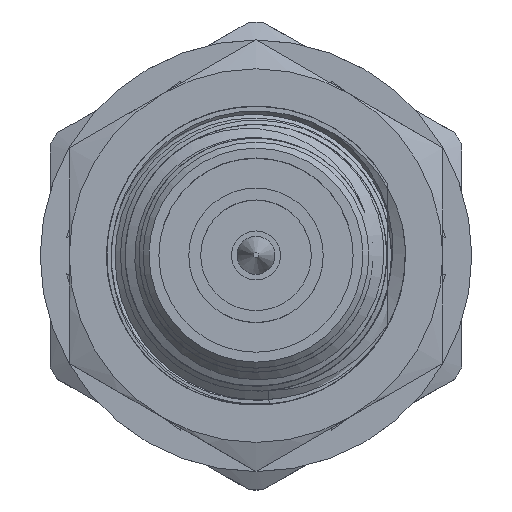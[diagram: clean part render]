
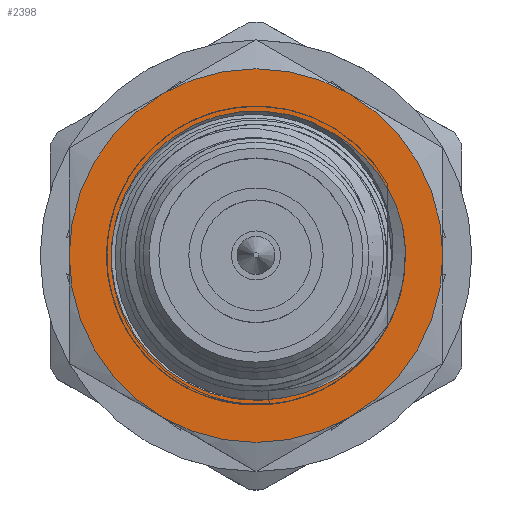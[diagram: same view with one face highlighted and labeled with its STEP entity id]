
A CAD part, top view. The second image highlights one B-rep face of the part: STEP entity #2398.
In plain terms, the highlighted face is planar.
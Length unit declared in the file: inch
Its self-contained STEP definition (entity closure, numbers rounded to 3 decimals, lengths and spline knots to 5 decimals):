
#1466 = EDGE_CURVE ( 'NONE', #114464, #118269, #98173, .T. ) ;
#2398 = ADVANCED_FACE ( 'NONE', ( #87348, #97749 ), #13817, .F. ) ;
#2984 = CARTESIAN_POINT ( 'NONE',  ( 0.45639, 0.2039, 0.13061 ) ) ;
#3746 = CARTESIAN_POINT ( 'NONE',  ( 0.45639, 0., 0. ) ) ;
#4650 = CARTESIAN_POINT ( 'NONE',  ( 0.45639, 0., 0. ) ) ;
#5544 = CARTESIAN_POINT ( 'NONE',  ( 0.45639, -0.23119, 0.07792 ) ) ;
#6138 = CARTESIAN_POINT ( 'NONE',  ( 0.45639, -0.21989, 0.10865 ) ) ;
#6570 = EDGE_CURVE ( 'NONE', #32642, #71017, #19614, .T. ) ;
#6683 = CARTESIAN_POINT ( 'NONE',  ( 0.45639, 0., -0.3125 ) ) ;
#6720 = AXIS2_PLACEMENT_3D ( 'NONE', #21201, #87913, #11363 ) ;
#7308 = CARTESIAN_POINT ( 'NONE',  ( 0.45639, 0.08917, 0.23204 ) ) ;
#8295 = CARTESIAN_POINT ( 'NONE',  ( 0.45639, 0., 0. ) ) ;
#10059 = AXIS2_PLACEMENT_3D ( 'NONE', #3746, #24533, #23321 ) ;
#11363 = DIRECTION ( 'NONE',  ( 0., -0.5, 0.866 ) ) ;
#13160 = CARTESIAN_POINT ( 'NONE',  ( 0.45639, 0., 0. ) ) ;
#13817 = PLANE ( 'NONE',  #35638 ) ;
#13919 = CIRCLE ( 'NONE', #10059, 0.3125 ) ;
#14686 = CARTESIAN_POINT ( 'NONE',  ( 0.45639, 0.16397, 0.1825 ) ) ;
#14719 = CARTESIAN_POINT ( 'NONE',  ( 0.45639, -0.1955, 0.15141 ) ) ;
#15920 = DIRECTION ( 'NONE',  ( 0., -0.5, 0.866 ) ) ;
#15933 = CARTESIAN_POINT ( 'NONE',  ( 0.45639, 0., 0. ) ) ;
#16493 = CIRCLE ( 'NONE', #6720, 0.3125 ) ;
#19614 = CIRCLE ( 'NONE', #88059, 0.25 ) ;
#20283 = VERTEX_POINT ( 'NONE', #73528 ) ;
#21201 = CARTESIAN_POINT ( 'NONE',  ( 0.45639, 0., 0. ) ) ;
#21304 = ORIENTED_EDGE ( 'NONE', *, *, #119979, .T. ) ;
#23321 = DIRECTION ( 'NONE',  ( 0., -0.5, 0.866 ) ) ;
#23890 = CARTESIAN_POINT ( 'NONE',  ( 0.45639, 0.05036, 0.24487 ) ) ;
#24479 = CIRCLE ( 'NONE', #106589, 0.3125 ) ;
#24533 = DIRECTION ( 'NONE',  ( -1., 0., 0. ) ) ;
#27688 = DIRECTION ( 'NONE',  ( -1., 0., 0. ) ) ;
#29250 = EDGE_LOOP ( 'NONE', ( #91321, #78369, #58050, #57138 ) ) ;
#32642 = VERTEX_POINT ( 'NONE', #63708 ) ;
#33705 = CARTESIAN_POINT ( 'NONE',  ( 0.45639, -0.23531, 0.06209 ) ) ;
#33725 = CIRCLE ( 'NONE', #117874, 0.3125 ) ;
#34317 = CARTESIAN_POINT ( 'NONE',  ( 0.45639, -0.21262, 0.12362 ) ) ;
#34366 = CARTESIAN_POINT ( 'NONE',  ( 0.45639, 0., 0.3125 ) ) ;
#35638 = AXIS2_PLACEMENT_3D ( 'NONE', #4650, #79345, #116754 ) ;
#38735 = ORIENTED_EDGE ( 'NONE', *, *, #100882, .T. ) ;
#39367 = VERTEX_POINT ( 'NONE', #84055 ) ;
#39545 = CARTESIAN_POINT ( 'NONE',  ( 0.45639, 0., 0. ) ) ;
#39993 = ORIENTED_EDGE ( 'NONE', *, *, #117793, .T. ) ;
#47676 = AXIS2_PLACEMENT_3D ( 'NONE', #15933, #53299, #99284 ) ;
#47847 = CARTESIAN_POINT ( 'NONE',  ( 0.45639, 0., 0. ) ) ;
#49300 = DIRECTION ( 'NONE',  ( -1., 0., 0. ) ) ;
#51158 = DIRECTION ( 'NONE',  ( 0., 0., -1. ) ) ;
#52085 = CARTESIAN_POINT ( 'NONE',  ( 0.45639, -0.14416, 0.20403 ) ) ;
#53299 = DIRECTION ( 'NONE',  ( 1., 0., 0. ) ) ;
#53613 = ORIENTED_EDGE ( 'NONE', *, *, #58672, .T. ) ;
#53844 = VERTEX_POINT ( 'NONE', #34366 ) ;
#53855 = CARTESIAN_POINT ( 'NONE',  ( 0.45639, 0.19554, 0.14487 ) ) ;
#53883 = CARTESIAN_POINT ( 'NONE',  ( 0.45639, -0.23779, 0.04574 ) ) ;
#55214 = B_SPLINE_CURVE_WITH_KNOTS ( 'NONE', 3,
 ( #72226, #53855, #89401, #14686, #71634, #70424, #107807, #7308, #109013, #79596, #90616, #23890 ),
 .UNSPECIFIED., .F., .F.,
 ( 4, 2, 2, 2, 2, 4 ),
 ( 0.05313, 0.0544, 0.05566, 0.05693, 0.05756, 0.05819 ),
 .UNSPECIFIED. ) ;
#55250 = VERTEX_POINT ( 'NONE', #6683 ) ;
#55450 = DIRECTION ( 'NONE',  ( -1., 0., 0. ) ) ;
#57051 = DIRECTION ( 'NONE',  ( 0., -0.5, 0.866 ) ) ;
#57138 = ORIENTED_EDGE ( 'NONE', *, *, #82220, .T. ) ;
#57507 = CIRCLE ( 'NONE', #47676, 0.3125 ) ;
#57777 = CIRCLE ( 'NONE', #120126, 0.3125 ) ;
#58050 = ORIENTED_EDGE ( 'NONE', *, *, #1466, .T. ) ;
#58672 = EDGE_CURVE ( 'NONE', #53844, #39367, #13919, .T. ) ;
#60980 = VERTEX_POINT ( 'NONE', #78419 ) ;
#62478 = CARTESIAN_POINT ( 'NONE',  ( 0.45639, 0., 0. ) ) ;
#62501 = EDGE_LOOP ( 'NONE', ( #21304, #53613, #39993, #38735, #100955, #118388 ) ) ;
#63708 = CARTESIAN_POINT ( 'NONE',  ( 0.45639, -0.13754, 0.20876 ) ) ;
#66169 = CARTESIAN_POINT ( 'NONE',  ( 0.45639, 0.05036, 0.24487 ) ) ;
#69222 = CARTESIAN_POINT ( 'NONE',  ( 0.45639, -0.27063, -0.15625 ) ) ;
#69933 = CARTESIAN_POINT ( 'NONE',  ( 0.45639, -0.23779, 0.04574 ) ) ;
#70424 = CARTESIAN_POINT ( 'NONE',  ( 0.45639, 0.1255, 0.21315 ) ) ;
#71017 = VERTEX_POINT ( 'NONE', #66169 ) ;
#71634 = CARTESIAN_POINT ( 'NONE',  ( 0.45639, 0.15167, 0.1937 ) ) ;
#71660 = CARTESIAN_POINT ( 'NONE',  ( 0.45639, -0.15055, 0.19897 ) ) ;
#72226 = CARTESIAN_POINT ( 'NONE',  ( 0.45639, 0.2039, 0.13061 ) ) ;
#73528 = CARTESIAN_POINT ( 'NONE',  ( 0.45639, -0.27063, 0.15625 ) ) ;
#77547 = EDGE_CURVE ( 'NONE', #55250, #93461, #16493, .T. ) ;
#78369 = ORIENTED_EDGE ( 'NONE', *, *, #119231, .F. ) ;
#78419 = CARTESIAN_POINT ( 'NONE',  ( 0.45639, 0.27063, -0.15625 ) ) ;
#79345 = DIRECTION ( 'NONE',  ( 1., 0., 0. ) ) ;
#79596 = CARTESIAN_POINT ( 'NONE',  ( 0.45639, 0.06608, 0.24061 ) ) ;
#82220 = EDGE_CURVE ( 'NONE', #118269, #71017, #55214, .T. ) ;
#83012 = DIRECTION ( 'NONE',  ( 0., 0., -1. ) ) ;
#84055 = CARTESIAN_POINT ( 'NONE',  ( 0.45639, 0.27063, 0.15625 ) ) ;
#87348 = FACE_OUTER_BOUND ( 'NONE', #62501, .T. ) ;
#87913 = DIRECTION ( 'NONE',  ( -1., 0., 0. ) ) ;
#88059 = AXIS2_PLACEMENT_3D ( 'NONE', #8295, #55450, #83012 ) ;
#89401 = CARTESIAN_POINT ( 'NONE',  ( 0.45639, 0.18587, 0.15809 ) ) ;
#90040 = CARTESIAN_POINT ( 'NONE',  ( 0.45639, -0.16882, 0.1824 ) ) ;
#90404 = AXIS2_PLACEMENT_3D ( 'NONE', #39545, #115503, #51158 ) ;
#90616 = CARTESIAN_POINT ( 'NONE',  ( 0.45639, 0.05827, 0.24293 ) ) ;
#91247 = CARTESIAN_POINT ( 'NONE',  ( 0.45639, -0.13754, 0.20876 ) ) ;
#91321 = ORIENTED_EDGE ( 'NONE', *, *, #6570, .F. ) ;
#93461 = VERTEX_POINT ( 'NONE', #69222 ) ;
#93531 = B_SPLINE_CURVE_WITH_KNOTS ( 'NONE', 3,
 ( #53883, #33705, #5544, #6138, #34317, #14719, #119441, #90040, #118854, #71660, #52085, #91247 ),
 .UNSPECIFIED., .F., .F.,
 ( 4, 2, 2, 2, 2, 4 ),
 ( 0.05312, 0.05438, 0.05565, 0.05691, 0.05755, 0.05818 ),
 .UNSPECIFIED. ) ;
#97749 = FACE_BOUND ( 'NONE', #29250, .T. ) ;
#98173 = CIRCLE ( 'NONE', #90404, 0.24215 ) ;
#99284 = DIRECTION ( 'NONE',  ( 0., -0.5, 0.866 ) ) ;
#100882 = EDGE_CURVE ( 'NONE', #60980, #55250, #33725, .T. ) ;
#100955 = ORIENTED_EDGE ( 'NONE', *, *, #77547, .T. ) ;
#106589 = AXIS2_PLACEMENT_3D ( 'NONE', #13160, #49300, #114890 ) ;
#107807 = CARTESIAN_POINT ( 'NONE',  ( 0.45639, 0.11152, 0.22153 ) ) ;
#109013 = CARTESIAN_POINT ( 'NONE',  ( 0.45639, 0.08151, 0.23517 ) ) ;
#110841 = EDGE_CURVE ( 'NONE', #20283, #93461, #57507, .T. ) ;
#114464 = VERTEX_POINT ( 'NONE', #69933 ) ;
#114890 = DIRECTION ( 'NONE',  ( 0., -0.5, 0.866 ) ) ;
#115503 = DIRECTION ( 'NONE',  ( 1., 0., 0. ) ) ;
#116754 = DIRECTION ( 'NONE',  ( 0., -0.5, 0.866 ) ) ;
#117793 = EDGE_CURVE ( 'NONE', #39367, #60980, #24479, .T. ) ;
#117874 = AXIS2_PLACEMENT_3D ( 'NONE', #62478, #118262, #15920 ) ;
#118262 = DIRECTION ( 'NONE',  ( -1., 0., 0. ) ) ;
#118269 = VERTEX_POINT ( 'NONE', #2984 ) ;
#118388 = ORIENTED_EDGE ( 'NONE', *, *, #110841, .F. ) ;
#118854 = CARTESIAN_POINT ( 'NONE',  ( 0.45639, -0.16287, 0.18817 ) ) ;
#119231 = EDGE_CURVE ( 'NONE', #114464, #32642, #93531, .T. ) ;
#119441 = CARTESIAN_POINT ( 'NONE',  ( 0.45639, -0.18563, 0.16438 ) ) ;
#119979 = EDGE_CURVE ( 'NONE', #20283, #53844, #57777, .T. ) ;
#120126 = AXIS2_PLACEMENT_3D ( 'NONE', #47847, #27688, #57051 ) ;
